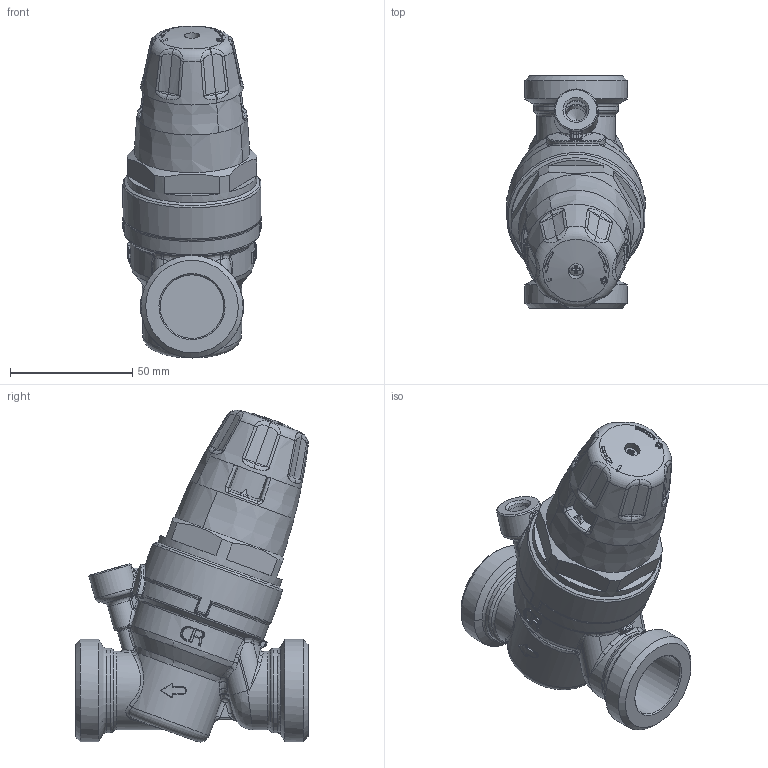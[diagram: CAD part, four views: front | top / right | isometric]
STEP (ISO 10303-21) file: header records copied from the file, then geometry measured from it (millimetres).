
FILE_DESCRIPTION(/* description */ ('CATIA V5 STEP Exchange'),/* implementation_level */ '2;1');
FILE_NAME(/* name */ '535860HA.stp',/* time_stamp */ '2025-08-19T10:37:41-05:00',/* author */ ('ischreiner'),/* organization */ ('none'),/* preprocessor_version */ 'ST-DEVELOPER v20',/* originating_system */ 'Autodesk Inventor 2025',/* authorisation */ 'none');
FILE_SCHEMA (('AUTOMOTIVE_DESIGN { 1 0 10303 214 3 1 1 }'));
Products named in the file (1): 535860HA
Bounding box: 56.5 x 95.17 x 135.67 mm (x, y, z)
Volume: 252599.6 mm3; surface area: 46719.1 mm2
Topology: 3 solids, 147 shells, 2621 faces, 6313 edges, 3952 vertices
Faces by surface type: plane 1254, cylinder 577, bspline 482, torus 167, sphere 98, cone 43
Full cylindrical faces by diameter (mm): 6 x1, 6.5 x1, 7.95 x1, 8.753 x1, 18 x1, 26 x2, 32 x2, 34.5 x2, 36.1 x1, 36.7 x1, 41.8 x2, 53 x1, 56.509 x1
Entity records: 108301 total; most frequent: CARTESIAN_POINT 48314, ORIENTED_EDGE 12512, DIRECTION 12252, EDGE_CURVE 6256, AXIS2_PLACEMENT_3D 4906, VERTEX_POINT 3952, EDGE_LOOP 2648, FACE_OUTER_BOUND 2621
